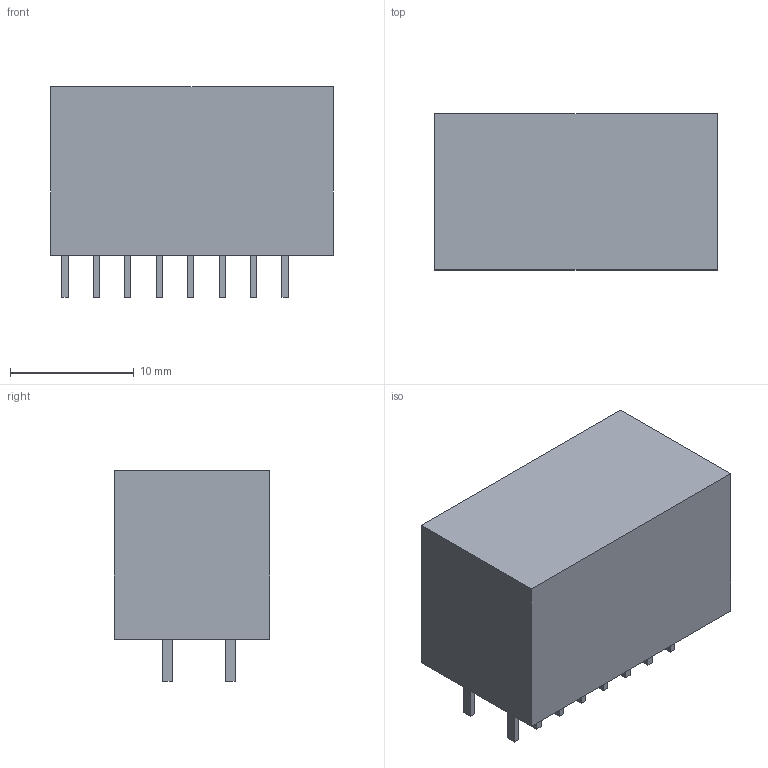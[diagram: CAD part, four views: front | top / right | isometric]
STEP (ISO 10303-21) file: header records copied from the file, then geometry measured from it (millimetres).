
FILE_DESCRIPTION(('FreeCAD Model'),'2;1');
FILE_NAME('Open CASCADE Shape Model','2023-09-05T08:17:41',(''),(''), 'Open CASCADE STEP processor 7.5','FreeCAD','Unknown');
FILE_SCHEMA(('AUTOMOTIVE_DESIGN { 1 0 10303 214 1 1 1 1 }'));
Length unit declared in the file: millimetre
Products named in the file (1): Body
Bounding box: 22.82 x 12.6 x 17 mm (x, y, z)
Volume: 3932.2 mm3; surface area: 1679.9 mm2
Topology: 1 solids, 1 shells, 86 faces, 204 edges, 136 vertices
Faces by surface type: plane 86
Entity records: 5102 total; most frequent: CARTESIAN_POINT 835, DIRECTION 786, LINE 612, VECTOR 612, ORIENTED_EDGE 408, PCURVE 408, DEFINITIONAL_REPRESENTATION 408, EDGE_CURVE 204
